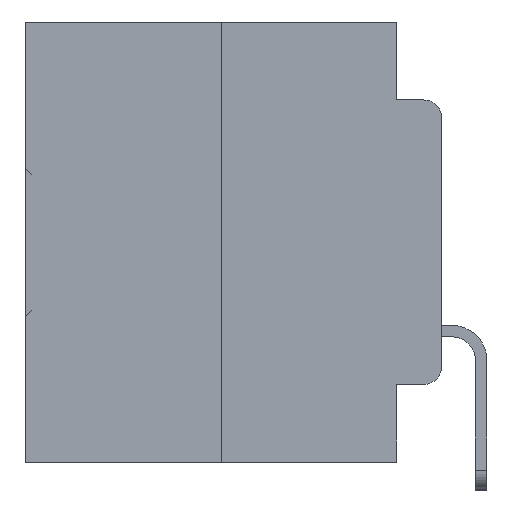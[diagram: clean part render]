
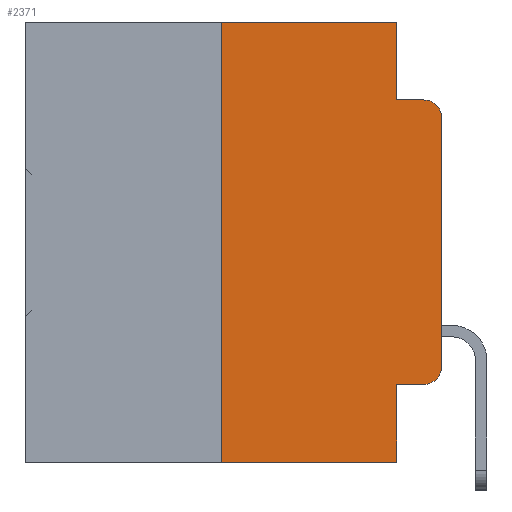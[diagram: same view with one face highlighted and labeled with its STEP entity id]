
A CAD part, left-side view. The second image highlights one B-rep face of the part: STEP entity #2371.
In plain terms, the highlighted planar face has unit normal (-1, 0, 0).
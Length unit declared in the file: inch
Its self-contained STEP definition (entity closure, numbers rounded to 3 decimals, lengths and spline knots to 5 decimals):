
#472 = EDGE_LOOP ( 'NONE', ( #12933, #5536, #31867, #1302, #5071, #15039, #19157, #9748, #2562, #29775 ) ) ;
#1069 = VERTEX_POINT ( 'NONE', #7496 ) ;
#1302 = ORIENTED_EDGE ( 'NONE', *, *, #4365, .F. ) ;
#1741 = CARTESIAN_POINT ( 'NONE',  ( 0., 0., -0.3915 ) ) ;
#2371 = ADVANCED_FACE ( 'NONE', ( #27429 ), #18579, .F. ) ;
#2433 = EDGE_CURVE ( 'NONE', #21107, #33745, #24291, .T. ) ;
#2543 = CARTESIAN_POINT ( 'NONE',  ( 0., 0., 0. ) ) ;
#2562 = ORIENTED_EDGE ( 'NONE', *, *, #27454, .T. ) ;
#2835 = CARTESIAN_POINT ( 'NONE',  ( 0., 0.02, -0.0885 ) ) ;
#3884 = LINE ( 'NONE', #20159, #16320 ) ;
#3979 = DIRECTION ( 'NONE',  ( 0., -1., 0. ) ) ;
#4047 = VECTOR ( 'NONE', #10769, 39.37008 ) ;
#4365 = EDGE_CURVE ( 'NONE', #1069, #32730, #22971, .T. ) ;
#4645 = CARTESIAN_POINT ( 'NONE',  ( 0., 0., -0.1085 ) ) ;
#4855 = VECTOR ( 'NONE', #15790, 39.37008 ) ;
#5071 = ORIENTED_EDGE ( 'NONE', *, *, #6946, .F. ) ;
#5280 = LINE ( 'NONE', #22201, #18396 ) ;
#5536 = ORIENTED_EDGE ( 'NONE', *, *, #16726, .T. ) ;
#5898 = DIRECTION ( 'NONE',  ( 0., 0., 1. ) ) ;
#5970 = CARTESIAN_POINT ( 'NONE',  ( 0., 0.051, 0. ) ) ;
#6946 = EDGE_CURVE ( 'NONE', #33745, #1069, #5280, .T. ) ;
#7496 = CARTESIAN_POINT ( 'NONE',  ( 0., 0.051, 0. ) ) ;
#8045 = VERTEX_POINT ( 'NONE', #2835 ) ;
#8280 = DIRECTION ( 'NONE',  ( 0., 0., -1. ) ) ;
#8442 = CARTESIAN_POINT ( 'NONE',  ( 0., 0.02, -0.4115 ) ) ;
#8523 = DIRECTION ( 'NONE',  ( -1., 0., 0. ) ) ;
#9085 = LINE ( 'NONE', #24091, #29347 ) ;
#9748 = ORIENTED_EDGE ( 'NONE', *, *, #32467, .F. ) ;
#10289 = CARTESIAN_POINT ( 'NONE',  ( 0., 0.25, 0. ) ) ;
#10322 = DIRECTION ( 'NONE',  ( -1., 0., 0. ) ) ;
#10580 = VERTEX_POINT ( 'NONE', #27595 ) ;
#10611 = LINE ( 'NONE', #26792, #23362 ) ;
#10769 = DIRECTION ( 'NONE',  ( 0., 0., 1. ) ) ;
#11225 = LINE ( 'NONE', #2543, #4047 ) ;
#11233 = CARTESIAN_POINT ( 'NONE',  ( 0., 0.25, 0. ) ) ;
#11905 = LINE ( 'NONE', #33376, #4855 ) ;
#12487 = VERTEX_POINT ( 'NONE', #1741 ) ;
#12507 = DIRECTION ( 'NONE',  ( 0., -1., 0. ) ) ;
#12933 = ORIENTED_EDGE ( 'NONE', *, *, #18477, .T. ) ;
#13723 = AXIS2_PLACEMENT_3D ( 'NONE', #25553, #10322, #28088 ) ;
#14949 = EDGE_CURVE ( 'NONE', #32730, #8045, #3884, .T. ) ;
#15039 = ORIENTED_EDGE ( 'NONE', *, *, #2433, .F. ) ;
#15790 = DIRECTION ( 'NONE',  ( 0., 0., -1. ) ) ;
#16320 = VECTOR ( 'NONE', #12507, 39.37008 ) ;
#16687 = CARTESIAN_POINT ( 'NONE',  ( 0., 0.051, -0.0885 ) ) ;
#16726 = EDGE_CURVE ( 'NONE', #31097, #8045, #24434, .T. ) ;
#17065 = VECTOR ( 'NONE', #23978, 39.37008 ) ;
#18396 = VECTOR ( 'NONE', #3979, 39.37008 ) ;
#18477 = EDGE_CURVE ( 'NONE', #12487, #31097, #11225, .T. ) ;
#18579 = PLANE ( 'NONE',  #32593 ) ;
#19157 = ORIENTED_EDGE ( 'NONE', *, *, #19946, .T. ) ;
#19946 = EDGE_CURVE ( 'NONE', #21107, #30238, #9085, .T. ) ;
#20159 = CARTESIAN_POINT ( 'NONE',  ( 0., 0.051, -0.0885 ) ) ;
#21089 = CARTESIAN_POINT ( 'NONE',  ( 0., 0.473, 0. ) ) ;
#21107 = VERTEX_POINT ( 'NONE', #27687 ) ;
#21534 = CARTESIAN_POINT ( 'NONE',  ( 0., 0.051, -0.5 ) ) ;
#22201 = CARTESIAN_POINT ( 'NONE',  ( 0., 0.473, 0. ) ) ;
#22326 = VERTEX_POINT ( 'NONE', #8442 ) ;
#22971 = LINE ( 'NONE', #5970, #17065 ) ;
#23362 = VECTOR ( 'NONE', #29310, 39.37008 ) ;
#23599 = DIRECTION ( 'NONE',  ( 1., 0., 0. ) ) ;
#23810 = CARTESIAN_POINT ( 'NONE',  ( 0., 0.02, -0.1085 ) ) ;
#23978 = DIRECTION ( 'NONE',  ( 0., 0., -1. ) ) ;
#24091 = CARTESIAN_POINT ( 'NONE',  ( 0., 0.473, -0.5 ) ) ;
#24291 = LINE ( 'NONE', #11233, #30974 ) ;
#24434 = CIRCLE ( 'NONE', #26819, 0.02 ) ;
#25553 = CARTESIAN_POINT ( 'NONE',  ( 0., 0.02, -0.3915 ) ) ;
#25779 = EDGE_CURVE ( 'NONE', #22326, #12487, #26952, .T. ) ;
#26343 = DIRECTION ( 'NONE',  ( 0., 0., -1. ) ) ;
#26792 = CARTESIAN_POINT ( 'NONE',  ( 0., 0.051, -0.4115 ) ) ;
#26819 = AXIS2_PLACEMENT_3D ( 'NONE', #23810, #8523, #26343 ) ;
#26952 = CIRCLE ( 'NONE', #13723, 0.02 ) ;
#27429 = FACE_OUTER_BOUND ( 'NONE', #472, .T. ) ;
#27454 = EDGE_CURVE ( 'NONE', #10580, #22326, #10611, .T. ) ;
#27595 = CARTESIAN_POINT ( 'NONE',  ( 0., 0.051, -0.4115 ) ) ;
#27687 = CARTESIAN_POINT ( 'NONE',  ( 0., 0.25, -0.5 ) ) ;
#28088 = DIRECTION ( 'NONE',  ( 0., 0., -1. ) ) ;
#29246 = DIRECTION ( 'NONE',  ( 0., -1., 0. ) ) ;
#29310 = DIRECTION ( 'NONE',  ( 0., -1., 0. ) ) ;
#29347 = VECTOR ( 'NONE', #29246, 39.37008 ) ;
#29775 = ORIENTED_EDGE ( 'NONE', *, *, #25779, .T. ) ;
#30238 = VERTEX_POINT ( 'NONE', #21534 ) ;
#30974 = VECTOR ( 'NONE', #5898, 39.37008 ) ;
#31097 = VERTEX_POINT ( 'NONE', #4645 ) ;
#31867 = ORIENTED_EDGE ( 'NONE', *, *, #14949, .F. ) ;
#32467 = EDGE_CURVE ( 'NONE', #10580, #30238, #11905, .T. ) ;
#32593 = AXIS2_PLACEMENT_3D ( 'NONE', #21089, #23599, #8280 ) ;
#32730 = VERTEX_POINT ( 'NONE', #16687 ) ;
#33376 = CARTESIAN_POINT ( 'NONE',  ( 0., 0.051, 0. ) ) ;
#33745 = VERTEX_POINT ( 'NONE', #10289 ) ;
